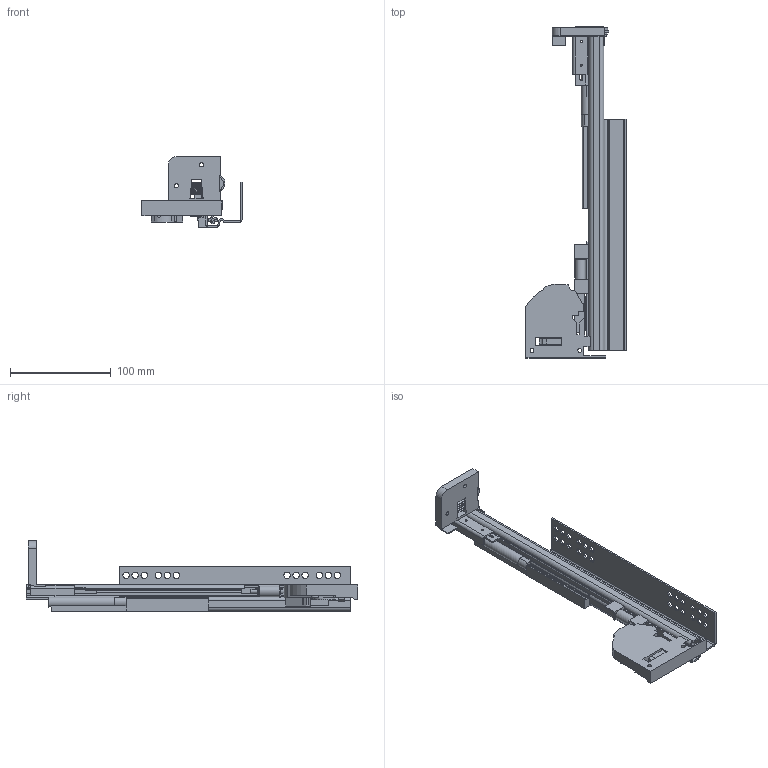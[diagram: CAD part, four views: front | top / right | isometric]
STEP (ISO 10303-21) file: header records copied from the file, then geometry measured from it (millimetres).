
FILE_DESCRIPTION(('FreeCAD Model'),'2;1');
FILE_NAME('Open CASCADE Shape Model','2023-02-22T21:07:19',('Author'),( ''),'Open CASCADE STEP processor 7.6','FreeCAD','Unknown');
FILE_SCHEMA(('AUTOMOTIVE_DESIGN { 1 0 10303 214 1 1 1 1 }'));
Length unit declared in the file: millimetre
Products named in the file (9): 9245385; 9183190; 9183186; hook_r; depth adjustment_r; sisy_r; 9181291_rrr; 9181291_rr; 9181291_r
Assembly tree (8 placements, depth 2):
  9245385
    9183190
    9183186
    hook_r
    depth adjustment_r
    sisy_r
    9181291_rrr
    9181291_rr
    9181291_r
Bounding box: 99.45 x 330 x 70.25 mm (x, y, z)
Volume: 165251.7 mm3; surface area: 132520.4 mm2
Topology: 8 solids, 8 shells, 485 faces, 1383 edges, 914 vertices
Faces by surface type: plane 306, cylinder 179
Full cylindrical faces by diameter (mm): 2 x2, 3.8 x2, 4 x2, 6.4 x24, 10.4 x1, 10.5 x1, 22 x1
Entity records: 34545 total; most frequent: CARTESIAN_POINT 6241, DIRECTION 5392, LINE 3311, VECTOR 3311, ORIENTED_EDGE 2766, PCURVE 2766, DEFINITIONAL_REPRESENTATION 2766, EDGE_CURVE 1383
